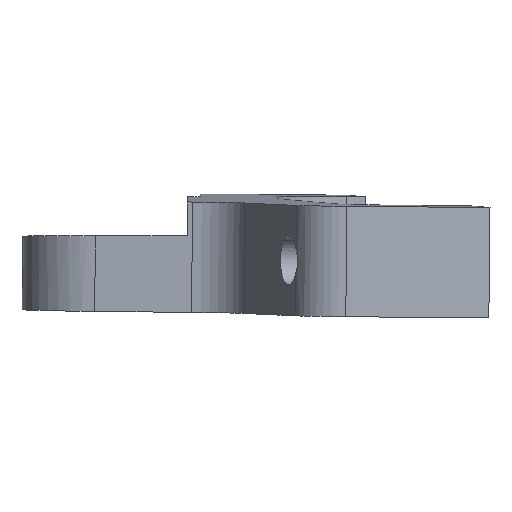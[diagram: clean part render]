
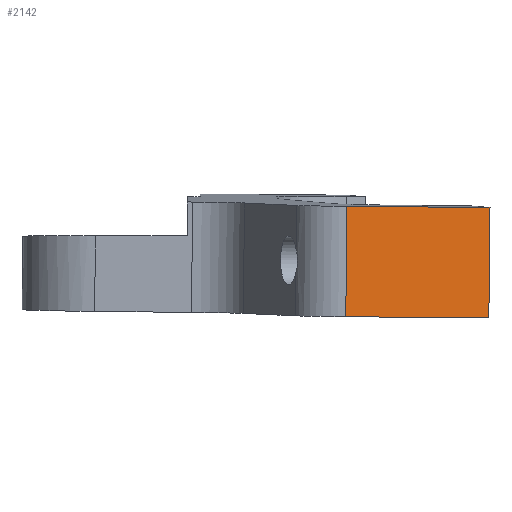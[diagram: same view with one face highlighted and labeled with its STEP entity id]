
A CAD part, top view. The second image highlights one B-rep face of the part: STEP entity #2142.
In plain terms, the highlighted planar face has unit normal (0.174, -0.017, 0.985).
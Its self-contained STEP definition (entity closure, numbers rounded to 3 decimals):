
#44 = PLANE('',#45);
#45 = AXIS2_PLACEMENT_3D('',#46,#47,#48);
#46 = CARTESIAN_POINT('',(23.084,-7.655,
    20.759));
#47 = DIRECTION('',(0.01,1.,0.015
    ));
#48 = DIRECTION('',(0.174,-0.017,0.985));
#307 = VERTEX_POINT('',#308);
#308 = CARTESIAN_POINT('',(33.358,-8.38,61.913
    ));
#323 = CYLINDRICAL_SURFACE('',#324,5.);
#324 = AXIS2_PLACEMENT_3D('',#325,#326,#327);
#325 = CARTESIAN_POINT('',(32.595,-8.298,
    56.972));
#326 = DIRECTION('',(-0.01,-1.,
    -0.015));
#327 = DIRECTION('',(0.174,-0.017,0.985)
  );
#335 = EDGE_CURVE('',#336,#307,#338,.T.);
#336 = VERTEX_POINT('',#337);
#337 = CARTESIAN_POINT('',(48.13,-8.496,
    59.306));
#338 = SURFACE_CURVE('',#339,(#343,#350),.PCURVE_S1.);
#339 = LINE('',#340,#341);
#340 = CARTESIAN_POINT('',(48.13,-8.496,
    59.306));
#341 = VECTOR('',#342,1.);
#342 = DIRECTION('',(-0.985,0.008,0.174)
  );
#343 = PCURVE('',#44,#344);
#344 = DEFINITIONAL_REPRESENTATION('',(#345),#349);
#345 = LINE('',#346,#347);
#346 = CARTESIAN_POINT('',(42.319,17.971));
#347 = VECTOR('',#348,1.);
#348 = DIRECTION('',(0.,-1.));
#349 = ( GEOMETRIC_REPRESENTATION_CONTEXT(2) 
PARAMETRIC_REPRESENTATION_CONTEXT() REPRESENTATION_CONTEXT('2D SPACE',''
  ) );
#350 = PCURVE('',#351,#356);
#351 = PLANE('',#352);
#352 = AXIS2_PLACEMENT_3D('',#353,#354,#355);
#353 = CARTESIAN_POINT('',(48.13,-8.496,
    59.306));
#354 = DIRECTION('',(0.174,-0.017,0.985)
  );
#355 = DIRECTION('',(-0.985,0.008,0.174)
  );
#356 = DEFINITIONAL_REPRESENTATION('',(#357),#361);
#357 = LINE('',#358,#359);
#358 = CARTESIAN_POINT('',(0.,-0.));
#359 = VECTOR('',#360,1.);
#360 = DIRECTION('',(1.,0.));
#361 = ( GEOMETRIC_REPRESENTATION_CONTEXT(2) 
PARAMETRIC_REPRESENTATION_CONTEXT() REPRESENTATION_CONTEXT('2D SPACE',''
  ) );
#379 = PLANE('',#380);
#380 = AXIS2_PLACEMENT_3D('',#381,#382,#383);
#381 = CARTESIAN_POINT('',(47.14,-8.401,
    53.693));
#382 = DIRECTION('',(0.985,-0.008,-0.174)
  );
#383 = DIRECTION('',(0.174,-0.017,0.985)
  );
#1155 = PLANE('',#1156);
#1156 = AXIS2_PLACEMENT_3D('',#1157,#1158,#1159);
#1157 = CARTESIAN_POINT('',(23.203,3.744,
    20.93));
#1158 = DIRECTION('',(0.01,1.,
    0.015));
#1159 = DIRECTION('',(0.174,-0.017,0.985)
  );
#2049 = VERTEX_POINT('',#2050);
#2050 = CARTESIAN_POINT('',(33.478,3.018,
    62.084));
#2072 = EDGE_CURVE('',#307,#2049,#2073,.T.);
#2073 = SURFACE_CURVE('',#2074,(#2078,#2085),.PCURVE_S1.);
#2074 = LINE('',#2075,#2076);
#2075 = CARTESIAN_POINT('',(33.358,-8.38,
    61.913));
#2076 = VECTOR('',#2077,1.);
#2077 = DIRECTION('',(0.01,1.,
    0.015));
#2078 = PCURVE('',#323,#2079);
#2079 = DEFINITIONAL_REPRESENTATION('',(#2080),#2084);
#2080 = LINE('',#2081,#2082);
#2081 = CARTESIAN_POINT('',(-6.262,0.));
#2082 = VECTOR('',#2083,1.);
#2083 = DIRECTION('',(-0.,-1.));
#2084 = ( GEOMETRIC_REPRESENTATION_CONTEXT(2) 
PARAMETRIC_REPRESENTATION_CONTEXT() REPRESENTATION_CONTEXT('2D SPACE',''
  ) );
#2085 = PCURVE('',#351,#2086);
#2086 = DEFINITIONAL_REPRESENTATION('',(#2087),#2091);
#2087 = LINE('',#2088,#2089);
#2088 = CARTESIAN_POINT('',(15.,0.));
#2089 = VECTOR('',#2090,1.);
#2090 = DIRECTION('',(0.,-1.));
#2091 = ( GEOMETRIC_REPRESENTATION_CONTEXT(2) 
PARAMETRIC_REPRESENTATION_CONTEXT() REPRESENTATION_CONTEXT('2D SPACE',''
  ) );
#2142 = ADVANCED_FACE('',(#2143),#351,.T.);
#2143 = FACE_BOUND('',#2144,.T.);
#2144 = EDGE_LOOP('',(#2145,#2168,#2189,#2190));
#2145 = ORIENTED_EDGE('',*,*,#2146,.T.);
#2146 = EDGE_CURVE('',#336,#2147,#2149,.T.);
#2147 = VERTEX_POINT('',#2148);
#2148 = CARTESIAN_POINT('',(48.249,2.903,59.477
    ));
#2149 = SURFACE_CURVE('',#2150,(#2154,#2161),.PCURVE_S1.);
#2150 = LINE('',#2151,#2152);
#2151 = CARTESIAN_POINT('',(48.13,-8.496,
    59.306));
#2152 = VECTOR('',#2153,1.);
#2153 = DIRECTION('',(0.01,1.,
    0.015));
#2154 = PCURVE('',#351,#2155);
#2155 = DEFINITIONAL_REPRESENTATION('',(#2156),#2160);
#2156 = LINE('',#2157,#2158);
#2157 = CARTESIAN_POINT('',(0.,-0.));
#2158 = VECTOR('',#2159,1.);
#2159 = DIRECTION('',(0.,-1.));
#2160 = ( GEOMETRIC_REPRESENTATION_CONTEXT(2) 
PARAMETRIC_REPRESENTATION_CONTEXT() REPRESENTATION_CONTEXT('2D SPACE',''
  ) );
#2161 = PCURVE('',#379,#2162);
#2162 = DEFINITIONAL_REPRESENTATION('',(#2163),#2167);
#2163 = LINE('',#2164,#2165);
#2164 = CARTESIAN_POINT('',(5.7,0.));
#2165 = VECTOR('',#2166,1.);
#2166 = DIRECTION('',(0.,-1.));
#2167 = ( GEOMETRIC_REPRESENTATION_CONTEXT(2) 
PARAMETRIC_REPRESENTATION_CONTEXT() REPRESENTATION_CONTEXT('2D SPACE',''
  ) );
#2168 = ORIENTED_EDGE('',*,*,#2169,.T.);
#2169 = EDGE_CURVE('',#2147,#2049,#2170,.T.);
#2170 = SURFACE_CURVE('',#2171,(#2175,#2182),.PCURVE_S1.);
#2171 = LINE('',#2172,#2173);
#2172 = CARTESIAN_POINT('',(48.249,2.903,59.477
    ));
#2173 = VECTOR('',#2174,1.);
#2174 = DIRECTION('',(-0.985,0.008,0.174)
  );
#2175 = PCURVE('',#351,#2176);
#2176 = DEFINITIONAL_REPRESENTATION('',(#2177),#2181);
#2177 = LINE('',#2178,#2179);
#2178 = CARTESIAN_POINT('',(0.,-11.4));
#2179 = VECTOR('',#2180,1.);
#2180 = DIRECTION('',(1.,0.));
#2181 = ( GEOMETRIC_REPRESENTATION_CONTEXT(2) 
PARAMETRIC_REPRESENTATION_CONTEXT() REPRESENTATION_CONTEXT('2D SPACE',''
  ) );
#2182 = PCURVE('',#1155,#2183);
#2183 = DEFINITIONAL_REPRESENTATION('',(#2184),#2188);
#2184 = LINE('',#2185,#2186);
#2185 = CARTESIAN_POINT('',(42.319,17.971));
#2186 = VECTOR('',#2187,1.);
#2187 = DIRECTION('',(0.,-1.));
#2188 = ( GEOMETRIC_REPRESENTATION_CONTEXT(2) 
PARAMETRIC_REPRESENTATION_CONTEXT() REPRESENTATION_CONTEXT('2D SPACE',''
  ) );
#2189 = ORIENTED_EDGE('',*,*,#2072,.F.);
#2190 = ORIENTED_EDGE('',*,*,#335,.F.);
